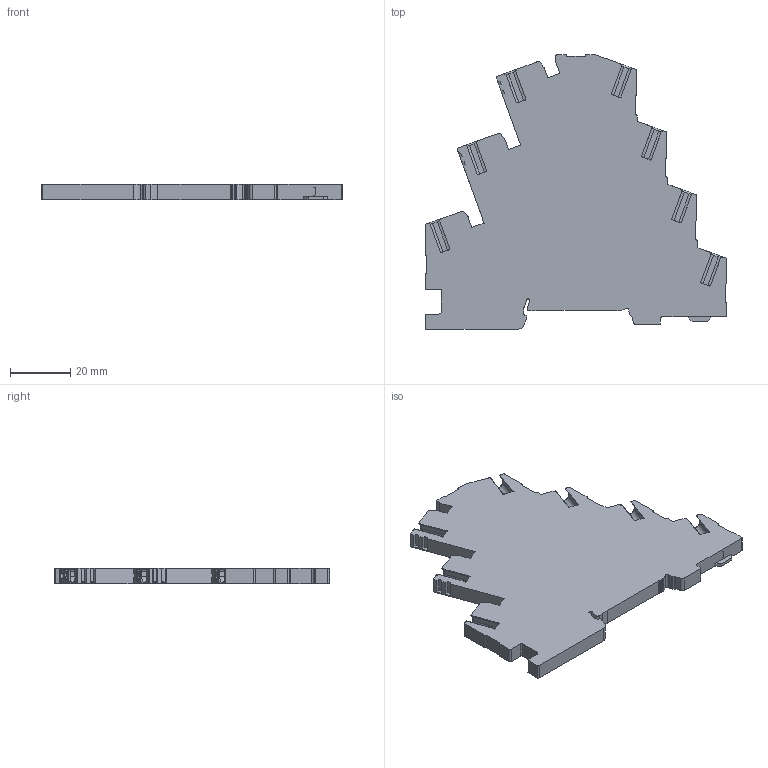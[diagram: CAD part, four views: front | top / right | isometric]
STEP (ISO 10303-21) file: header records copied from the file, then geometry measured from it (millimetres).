
FILE_DESCRIPTION((''),'2;1');
FILE_NAME('PVMAK2-5_ISO_GEN','2019-09-23T',('Christian Carl'),(''),'CREO PARAMETRIC BY PTC INC, 2016380','CREO PARAMETRIC BY PTC INC, 2016380','');
FILE_SCHEMA(('CONFIG_CONTROL_DESIGN'));
Length unit declared in the file: millimetre
Products named in the file (1): PVMAK2-5_ISO_GEN
Bounding box: 100 x 91 x 5.1 mm (x, y, z)
Volume: 27734.2 mm3; surface area: 17104.5 mm2
Topology: 1 solids, 1 shells, 525 faces, 1474 edges, 964 vertices
Faces by surface type: plane 346, cylinder 151, cone 28
Entity records: 16989 total; most frequent: CARTESIAN_POINT 3160, ORIENTED_EDGE 2948, DIRECTION 2824, EDGE_CURVE 1474, VECTOR 1122, LINE 1122, VERTEX_POINT 964, AXIS2_PLACEMENT_3D 851
